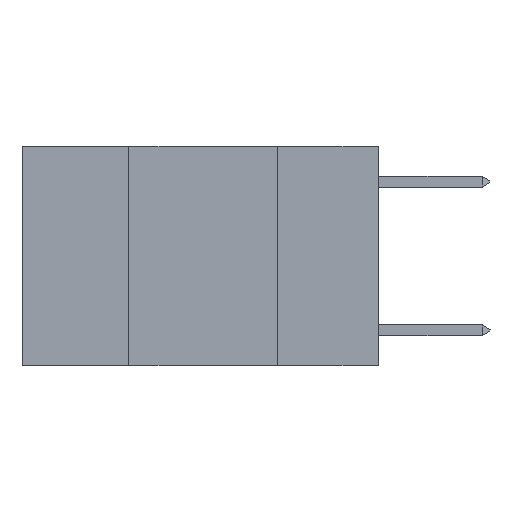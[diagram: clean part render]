
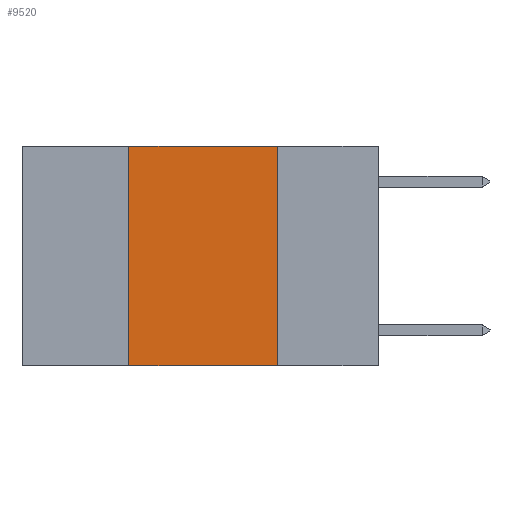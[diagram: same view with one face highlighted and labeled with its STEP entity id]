
A CAD part, left-side view. The second image highlights one B-rep face of the part: STEP entity #9520.
In plain terms, the highlighted planar face has unit normal (-1, 0, 0).
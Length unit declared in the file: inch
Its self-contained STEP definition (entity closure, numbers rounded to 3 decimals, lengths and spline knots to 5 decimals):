
#482 = ORIENTED_EDGE ( 'NONE', *, *, #15649, .F. ) ;
#1957 = EDGE_CURVE ( 'NONE', #23586, #19701, #25994, .T. ) ;
#2112 = ORIENTED_EDGE ( 'NONE', *, *, #1957, .F. ) ;
#2845 = CARTESIAN_POINT ( 'NONE',  ( 0., 0.42, -0.37 ) ) ;
#3360 = CARTESIAN_POINT ( 'NONE',  ( 0., 0.42, 0. ) ) ;
#4042 = EDGE_LOOP ( 'NONE', ( #2112, #21552, #482, #19004 ) ) ;
#7182 = CARTESIAN_POINT ( 'NONE',  ( 0., 0.17, 0. ) ) ;
#8146 = EDGE_CURVE ( 'NONE', #18457, #19701, #20516, .T. ) ;
#9520 = ADVANCED_FACE ( 'NONE', ( #18190 ), #9678, .F. ) ;
#9678 = PLANE ( 'NONE',  #13123 ) ;
#9797 = DIRECTION ( 'NONE',  ( 0., -1., 0. ) ) ;
#11442 = DIRECTION ( 'NONE',  ( 0., 0., 1. ) ) ;
#11878 = VERTEX_POINT ( 'NONE', #17145 ) ;
#12025 = LINE ( 'NONE', #24400, #20431 ) ;
#12304 = CARTESIAN_POINT ( 'NONE',  ( 0., 0.6, 0. ) ) ;
#13123 = AXIS2_PLACEMENT_3D ( 'NONE', #12304, #18068, #26572 ) ;
#13955 = DIRECTION ( 'NONE',  ( 0., -1., 0. ) ) ;
#14250 = VECTOR ( 'NONE', #9797, 39.37008 ) ;
#15649 = EDGE_CURVE ( 'NONE', #18457, #11878, #22141, .T. ) ;
#16135 = CARTESIAN_POINT ( 'NONE',  ( 0., 0.6, -0.37 ) ) ;
#16216 = VECTOR ( 'NONE', #11442, 39.37008 ) ;
#16783 = EDGE_CURVE ( 'NONE', #11878, #23586, #12025, .T. ) ;
#17145 = CARTESIAN_POINT ( 'NONE',  ( 0., 0.42, 0. ) ) ;
#18068 = DIRECTION ( 'NONE',  ( 1., 0., 0. ) ) ;
#18190 = FACE_OUTER_BOUND ( 'NONE', #4042, .T. ) ;
#18457 = VERTEX_POINT ( 'NONE', #2845 ) ;
#19004 = ORIENTED_EDGE ( 'NONE', *, *, #8146, .T. ) ;
#19701 = VERTEX_POINT ( 'NONE', #21743 ) ;
#20431 = VECTOR ( 'NONE', #13955, 39.37008 ) ;
#20516 = LINE ( 'NONE', #16135, #14250 ) ;
#21552 = ORIENTED_EDGE ( 'NONE', *, *, #16783, .F. ) ;
#21743 = CARTESIAN_POINT ( 'NONE',  ( 0., 0.17, -0.37 ) ) ;
#21852 = DIRECTION ( 'NONE',  ( 0., 0., -1. ) ) ;
#22141 = LINE ( 'NONE', #3360, #16216 ) ;
#22253 = CARTESIAN_POINT ( 'NONE',  ( 0., 0.17, 0. ) ) ;
#23586 = VERTEX_POINT ( 'NONE', #22253 ) ;
#24400 = CARTESIAN_POINT ( 'NONE',  ( 0., 0.6, 0. ) ) ;
#25994 = LINE ( 'NONE', #7182, #26548 ) ;
#26548 = VECTOR ( 'NONE', #21852, 39.37008 ) ;
#26572 = DIRECTION ( 'NONE',  ( 0., 0., -1. ) ) ;
